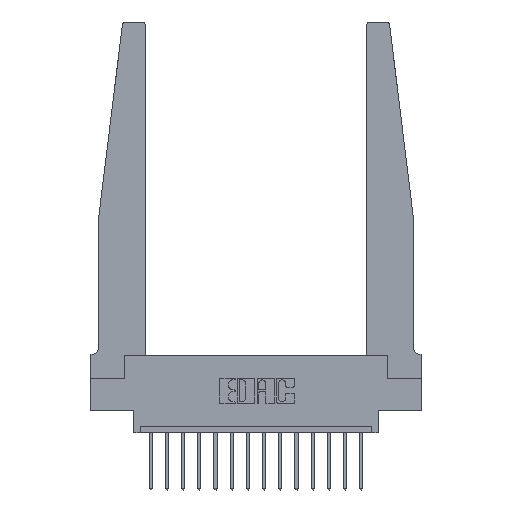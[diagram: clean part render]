
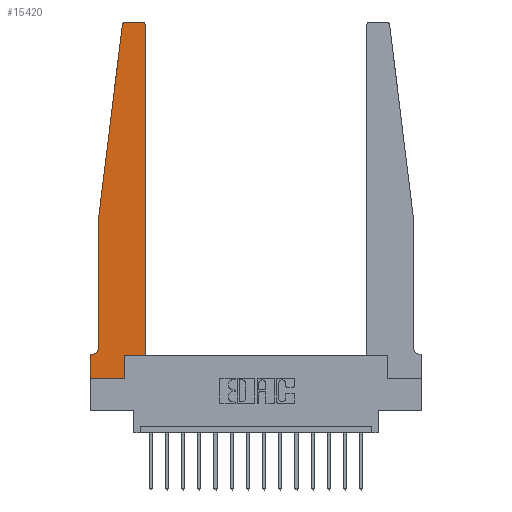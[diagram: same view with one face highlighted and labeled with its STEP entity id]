
A CAD part, top view. The second image highlights one B-rep face of the part: STEP entity #15420.
In plain terms, the highlighted planar face has unit normal (0, 0, 1).
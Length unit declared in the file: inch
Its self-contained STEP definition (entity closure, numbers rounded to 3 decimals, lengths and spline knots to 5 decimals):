
#249 = ORIENTED_EDGE ( 'NONE', *, *, #14413, .T. ) ;
#390 = DIRECTION ( 'NONE',  ( -1., 0., 0. ) ) ;
#410 = ORIENTED_EDGE ( 'NONE', *, *, #9821, .T. ) ;
#432 = LINE ( 'NONE', #5860, #16623 ) ;
#553 = AXIS2_PLACEMENT_3D ( 'NONE', #12483, #11136, #16638 ) ;
#647 = VERTEX_POINT ( 'NONE', #2283 ) ;
#684 = VECTOR ( 'NONE', #14516, 39.37008 ) ;
#827 = PLANE ( 'NONE',  #15573 ) ;
#1418 = CARTESIAN_POINT ( 'NONE',  ( 0.425, 0.18, 0.37 ) ) ;
#1828 = ORIENTED_EDGE ( 'NONE', *, *, #6385, .T. ) ;
#1856 = LINE ( 'NONE', #15898, #684 ) ;
#2018 = ORIENTED_EDGE ( 'NONE', *, *, #11683, .T. ) ;
#2283 = CARTESIAN_POINT ( 'NONE',  ( 0.395, 2.75, 0.37 ) ) ;
#2471 = EDGE_CURVE ( 'NONE', #16002, #11735, #6621, .T. ) ;
#2665 = VECTOR ( 'NONE', #11918, 39.37008 ) ;
#2880 = CIRCLE ( 'NONE', #15531, 0.05 ) ;
#3075 = ORIENTED_EDGE ( 'NONE', *, *, #9971, .T. ) ;
#3685 = VERTEX_POINT ( 'NONE', #7439 ) ;
#3737 = DIRECTION ( 'NONE',  ( -1., 0., 0. ) ) ;
#3869 = CARTESIAN_POINT ( 'NONE',  ( 0.065, 1.25, 0.37 ) ) ;
#3919 = ORIENTED_EDGE ( 'NONE', *, *, #17349, .T. ) ;
#3971 = AXIS2_PLACEMENT_3D ( 'NONE', #13916, #15183, #9801 ) ;
#4077 = LINE ( 'NONE', #4347, #13321 ) ;
#4211 = CARTESIAN_POINT ( 'NONE',  ( 0.065, 0.2375, 0.37 ) ) ;
#4223 = CARTESIAN_POINT ( 'NONE',  ( 0.2605, 0., 0.37 ) ) ;
#4272 = CARTESIAN_POINT ( 'NONE',  ( 0.27653, 2.75, 0.37 ) ) ;
#4347 = CARTESIAN_POINT ( 'NONE',  ( 0.065, 0.1875, 0.37 ) ) ;
#4555 = VERTEX_POINT ( 'NONE', #8670 ) ;
#4583 = ORIENTED_EDGE ( 'NONE', *, *, #8522, .T. ) ;
#5136 = LINE ( 'NONE', #13400, #7763 ) ;
#5190 = CARTESIAN_POINT ( 'NONE',  ( 0.015, 0.2375, 0.37 ) ) ;
#5587 = CARTESIAN_POINT ( 'NONE',  ( 0.2605, 0.18, 0.37 ) ) ;
#5802 = ORIENTED_EDGE ( 'NONE', *, *, #2471, .T. ) ;
#5860 = CARTESIAN_POINT ( 'NONE',  ( 0.425, 0.18, 0.37 ) ) ;
#6068 = VECTOR ( 'NONE', #15263, 39.37008 ) ;
#6295 = DIRECTION ( 'NONE',  ( 0., 0., -1. ) ) ;
#6385 = EDGE_CURVE ( 'NONE', #4555, #3685, #15895, .T. ) ;
#6621 = CIRCLE ( 'NONE', #553, 0.03 ) ;
#6654 = VECTOR ( 'NONE', #6918, 39.37008 ) ;
#6757 = DIRECTION ( 'NONE',  ( 0., 1., 0. ) ) ;
#6918 = DIRECTION ( 'NONE',  ( 0., 1., 0. ) ) ;
#7437 = DIRECTION ( 'NONE',  ( 1., 0., 0. ) ) ;
#7439 = CARTESIAN_POINT ( 'NONE',  ( 0., 0., 0.37 ) ) ;
#7639 = VERTEX_POINT ( 'NONE', #10682 ) ;
#7716 = ORIENTED_EDGE ( 'NONE', *, *, #11829, .T. ) ;
#7763 = VECTOR ( 'NONE', #10615, 39.37008 ) ;
#8187 = CARTESIAN_POINT ( 'NONE',  ( 0.425, 0.18, 0.37 ) ) ;
#8417 = LINE ( 'NONE', #12555, #6068 ) ;
#8459 = EDGE_CURVE ( 'NONE', #647, #16002, #5136, .T. ) ;
#8522 = EDGE_CURVE ( 'NONE', #15547, #12851, #13474, .T. ) ;
#8538 = VERTEX_POINT ( 'NONE', #4211 ) ;
#8571 = CIRCLE ( 'NONE', #3971, 0.03 ) ;
#8646 = EDGE_LOOP ( 'NONE', ( #16131, #5802, #16346, #14771, #7716, #3919, #1828, #2018, #4583, #3075, #249, #410 ) ) ;
#8670 = CARTESIAN_POINT ( 'NONE',  ( 0., 0.1875, 0.37 ) ) ;
#8783 = CARTESIAN_POINT ( 'NONE',  ( 0.24675, 2.72367, 0.37 ) ) ;
#9013 = CARTESIAN_POINT ( 'NONE',  ( 0., 0.1875, 0.37 ) ) ;
#9801 = DIRECTION ( 'NONE',  ( 1., 0., 0. ) ) ;
#9821 = EDGE_CURVE ( 'NONE', #11763, #647, #8571, .T. ) ;
#9971 = EDGE_CURVE ( 'NONE', #12851, #17716, #432, .T. ) ;
#10192 = DIRECTION ( 'NONE',  ( 1., 0., 0. ) ) ;
#10615 = DIRECTION ( 'NONE',  ( -1., 0., 0. ) ) ;
#10682 = CARTESIAN_POINT ( 'NONE',  ( 0.015, 0.1875, 0.37 ) ) ;
#11124 = EDGE_CURVE ( 'NONE', #11735, #12110, #17647, .T. ) ;
#11136 = DIRECTION ( 'NONE',  ( 0., 0., 1. ) ) ;
#11222 = VECTOR ( 'NONE', #6757, 39.37008 ) ;
#11301 = CARTESIAN_POINT ( 'NONE',  ( 0.425, 2.72, 0.37 ) ) ;
#11683 = EDGE_CURVE ( 'NONE', #3685, #15547, #8417, .T. ) ;
#11735 = VERTEX_POINT ( 'NONE', #8783 ) ;
#11763 = VERTEX_POINT ( 'NONE', #11301 ) ;
#11829 = EDGE_CURVE ( 'NONE', #8538, #7639, #2880, .T. ) ;
#11837 = CARTESIAN_POINT ( 'NONE',  ( 0.2605, 0.18, 0.37 ) ) ;
#11918 = DIRECTION ( 'NONE',  ( 0., -1., 0. ) ) ;
#12110 = VERTEX_POINT ( 'NONE', #16339 ) ;
#12211 = LINE ( 'NONE', #1418, #6654 ) ;
#12483 = CARTESIAN_POINT ( 'NONE',  ( 0.27653, 2.72, 0.37 ) ) ;
#12555 = CARTESIAN_POINT ( 'NONE',  ( 0., 0., 0.37 ) ) ;
#12784 = FACE_OUTER_BOUND ( 'NONE', #8646, .T. ) ;
#12851 = VERTEX_POINT ( 'NONE', #11837 ) ;
#13321 = VECTOR ( 'NONE', #390, 39.37008 ) ;
#13400 = CARTESIAN_POINT ( 'NONE',  ( 0.25, 2.75, 0.37 ) ) ;
#13474 = LINE ( 'NONE', #5587, #11222 ) ;
#13482 = DIRECTION ( 'NONE',  ( -0.122, -0.992, 0. ) ) ;
#13916 = CARTESIAN_POINT ( 'NONE',  ( 0.395, 2.72, 0.37 ) ) ;
#14413 = EDGE_CURVE ( 'NONE', #17716, #11763, #12211, .T. ) ;
#14484 = DIRECTION ( 'NONE',  ( 0., 0., 1. ) ) ;
#14511 = CARTESIAN_POINT ( 'NONE',  ( 0., 0., 0.37 ) ) ;
#14516 = DIRECTION ( 'NONE',  ( 0., -1., 0. ) ) ;
#14771 = ORIENTED_EDGE ( 'NONE', *, *, #17142, .T. ) ;
#15183 = DIRECTION ( 'NONE',  ( 0., 0., 1. ) ) ;
#15263 = DIRECTION ( 'NONE',  ( 1., 0., 0. ) ) ;
#15420 = ADVANCED_FACE ( 'NONE', ( #12784 ), #827, .T. ) ;
#15531 = AXIS2_PLACEMENT_3D ( 'NONE', #5190, #6295, #3737 ) ;
#15547 = VERTEX_POINT ( 'NONE', #4223 ) ;
#15573 = AXIS2_PLACEMENT_3D ( 'NONE', #9013, #14484, #10192 ) ;
#15895 = LINE ( 'NONE', #14511, #2665 ) ;
#15898 = CARTESIAN_POINT ( 'NONE',  ( 0.065, 1.25, 0.37 ) ) ;
#16002 = VERTEX_POINT ( 'NONE', #4272 ) ;
#16131 = ORIENTED_EDGE ( 'NONE', *, *, #8459, .T. ) ;
#16339 = CARTESIAN_POINT ( 'NONE',  ( 0.065, 1.25, 0.37 ) ) ;
#16346 = ORIENTED_EDGE ( 'NONE', *, *, #11124, .T. ) ;
#16623 = VECTOR ( 'NONE', #7437, 39.37008 ) ;
#16638 = DIRECTION ( 'NONE',  ( 1., 0., 0. ) ) ;
#16648 = VECTOR ( 'NONE', #13482, 39.37008 ) ;
#17142 = EDGE_CURVE ( 'NONE', #12110, #8538, #1856, .T. ) ;
#17349 = EDGE_CURVE ( 'NONE', #7639, #4555, #4077, .T. ) ;
#17647 = LINE ( 'NONE', #3869, #16648 ) ;
#17716 = VERTEX_POINT ( 'NONE', #8187 ) ;
